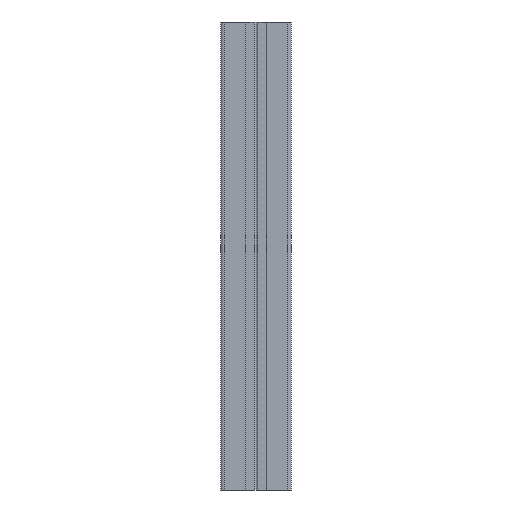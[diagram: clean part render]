
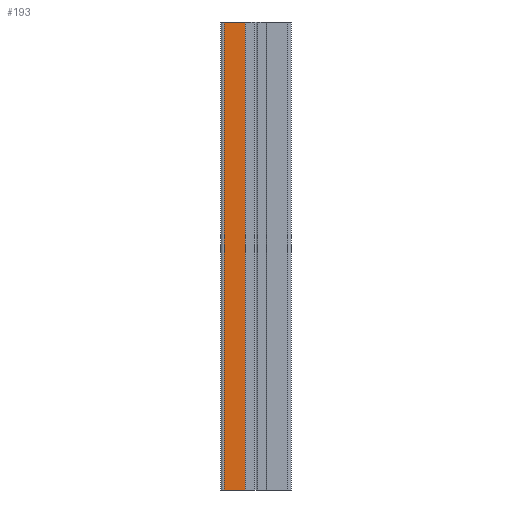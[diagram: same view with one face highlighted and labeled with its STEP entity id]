
A CAD part, front view. The second image highlights one B-rep face of the part: STEP entity #193.
In plain terms, the highlighted planar face has unit normal (0, -1, 0).
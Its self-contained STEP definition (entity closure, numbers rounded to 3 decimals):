
#193 = ADVANCED_FACE( '', ( #403 ), #404, .T. );
#403 = FACE_OUTER_BOUND( '', #626, .T. );
#404 = PLANE( '', #627 );
#626 = EDGE_LOOP( '', ( #1078, #1079, #1080, #1081 ) );
#627 = AXIS2_PLACEMENT_3D( '', #1082, #1083, #1084 );
#1078 = ORIENTED_EDGE( '', *, *, #1544, .F. );
#1079 = ORIENTED_EDGE( '', *, *, #1388, .F. );
#1080 = ORIENTED_EDGE( '', *, *, #1545, .T. );
#1081 = ORIENTED_EDGE( '', *, *, #1546, .T. );
#1082 = CARTESIAN_POINT( '', ( -9., -10., -132. ) );
#1083 = DIRECTION( '', ( 0., -1., 0. ) );
#1084 = DIRECTION( '', ( 0., 0., -1. ) );
#1388 = EDGE_CURVE( '', #1681, #1679, #1683, .T. );
#1544 = EDGE_CURVE( '', #1679, #1922, #1923, .T. );
#1545 = EDGE_CURVE( '', #1681, #1924, #1925, .T. );
#1546 = EDGE_CURVE( '', #1924, #1922, #1926, .T. );
#1679 = VERTEX_POINT( '', #2096 );
#1681 = VERTEX_POINT( '', #2098 );
#1683 = LINE( '', #2100, #2101 );
#1922 = VERTEX_POINT( '', #2448 );
#1923 = LINE( '', #2449, #2450 );
#1924 = VERTEX_POINT( '', #2451 );
#1925 = LINE( '', #2452, #2453 );
#1926 = LINE( '', #2454, #2455 );
#2096 = CARTESIAN_POINT( '', ( -9., -10., 0. ) );
#2098 = CARTESIAN_POINT( '', ( -9., -10., -132. ) );
#2100 = CARTESIAN_POINT( '', ( -9., -10., -132. ) );
#2101 = VECTOR( '', #2588, 1000. );
#2448 = CARTESIAN_POINT( '', ( -3., -10., 0. ) );
#2449 = CARTESIAN_POINT( '', ( -9., -10., 0. ) );
#2450 = VECTOR( '', #2718, 1000. );
#2451 = CARTESIAN_POINT( '', ( -3., -10., -132. ) );
#2452 = CARTESIAN_POINT( '', ( -9., -10., -132. ) );
#2453 = VECTOR( '', #2719, 1000. );
#2454 = CARTESIAN_POINT( '', ( -3., -10., -132. ) );
#2455 = VECTOR( '', #2720, 1000. );
#2588 = DIRECTION( '', ( 0., 0., 1. ) );
#2718 = DIRECTION( '', ( 1., 0., 0. ) );
#2719 = DIRECTION( '', ( 1., 0., 0. ) );
#2720 = DIRECTION( '', ( 0., 0., 1. ) );
